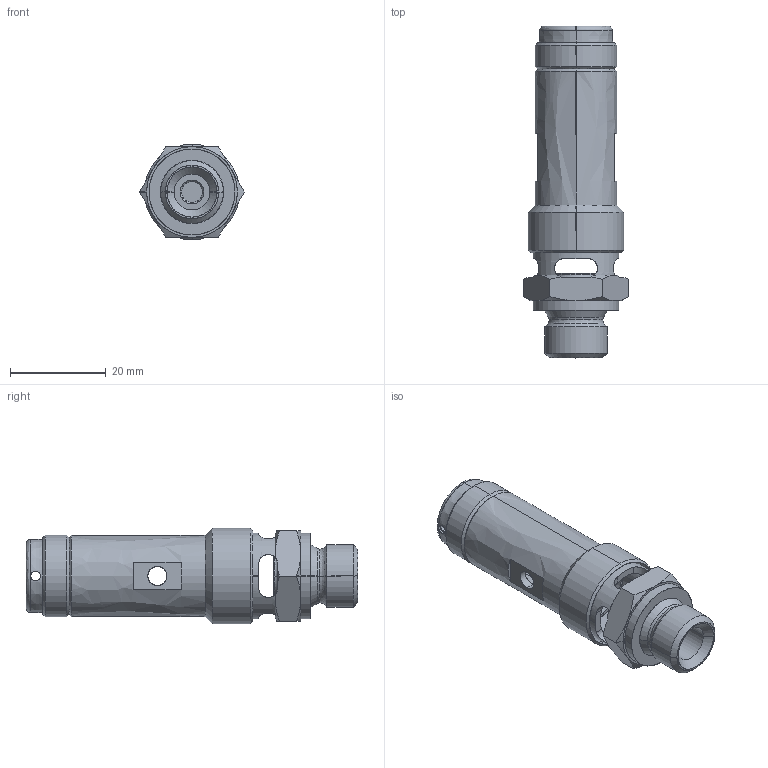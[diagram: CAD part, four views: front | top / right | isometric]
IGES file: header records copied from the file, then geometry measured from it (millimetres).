
Start section: SolidWorks IGES file using analytic representation for surfaces
Global section: file name: 410sGK 1-4  0,2-50.IGS; native system: SolidWorks 2013; preprocessor: SolidWorks 2013; author: Blankenhorn; date: 140305.155847; units: millimetre
Bounding box: 21.94 x 69.5 x 20 mm (x, y, z)
Surface area: 9262.3 mm2 (no closed solid volume)
Topology: 0 solids, 0 shells, 245 faces, 3775 edges, 3771 vertices
Faces by surface type: revolution 160, bspline 85
